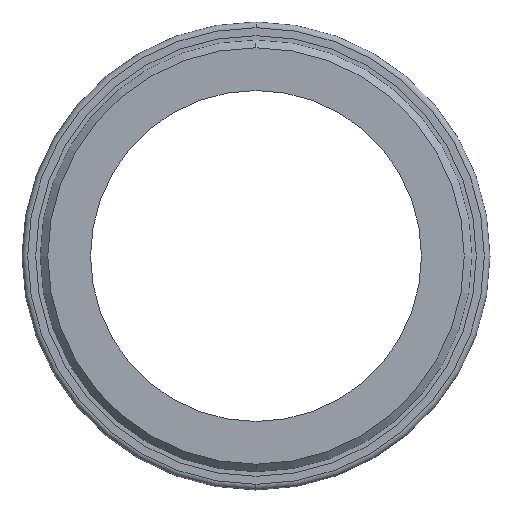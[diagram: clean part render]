
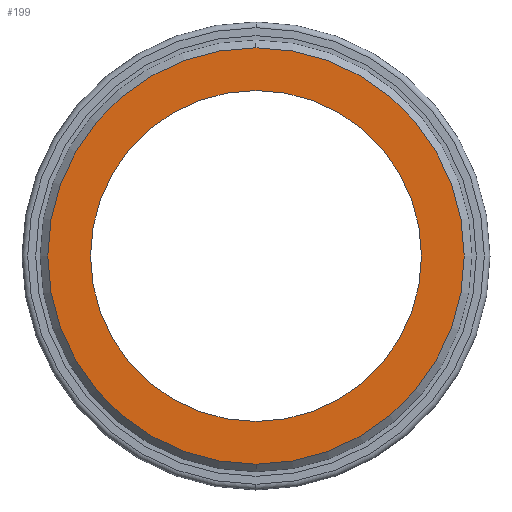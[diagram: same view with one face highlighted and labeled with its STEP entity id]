
A CAD part, left-side view. The second image highlights one B-rep face of the part: STEP entity #199.
In plain terms, the highlighted planar face has unit normal (-1, 0, 0).
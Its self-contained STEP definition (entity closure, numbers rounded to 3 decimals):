
#24 = PLANE ( 'NONE',  #381 ) ;
#32 = CARTESIAN_POINT ( 'NONE',  ( 0.1, 0., 0. ) ) ;
#36 = EDGE_CURVE ( 'NONE', #276, #112, #293, .T. ) ;
#71 = DIRECTION ( 'NONE',  ( 0., 0., 1. ) ) ;
#78 = EDGE_CURVE ( 'NONE', #169, #328, #110, .T. ) ;
#90 = ORIENTED_EDGE ( 'NONE', *, *, #36, .F. ) ;
#110 = CIRCLE ( 'NONE', #251, 5.471 ) ;
#112 = VERTEX_POINT ( 'NONE', #483 ) ;
#116 = CARTESIAN_POINT ( 'NONE',  ( 0.1, 0., 0. ) ) ;
#122 = EDGE_CURVE ( 'NONE', #328, #169, #312, .T. ) ;
#156 = ORIENTED_EDGE ( 'NONE', *, *, #486, .F. ) ;
#165 = DIRECTION ( 'NONE',  ( -1., 0., 0. ) ) ;
#169 = VERTEX_POINT ( 'NONE', #503 ) ;
#180 = EDGE_LOOP ( 'NONE', ( #311, #374 ) ) ;
#186 = DIRECTION ( 'NONE',  ( -1., 0., 0. ) ) ;
#199 = ADVANCED_FACE ( 'NONE', ( #520, #415 ), #24, .T. ) ;
#207 = DIRECTION ( 'NONE',  ( -1., 0., 0. ) ) ;
#251 = AXIS2_PLACEMENT_3D ( 'NONE', #32, #207, #383 ) ;
#269 = DIRECTION ( 'NONE',  ( -1., 0., 0. ) ) ;
#270 = DIRECTION ( 'NONE',  ( 0., 0., 1. ) ) ;
#276 = VERTEX_POINT ( 'NONE', #352 ) ;
#285 = AXIS2_PLACEMENT_3D ( 'NONE', #116, #380, #515 ) ;
#293 = CIRCLE ( 'NONE', #285, 4.35 ) ;
#311 = ORIENTED_EDGE ( 'NONE', *, *, #78, .T. ) ;
#312 = CIRCLE ( 'NONE', #462, 5.471 ) ;
#328 = VERTEX_POINT ( 'NONE', #500 ) ;
#352 = CARTESIAN_POINT ( 'NONE',  ( 0.1, 0., -4.35 ) ) ;
#356 = CIRCLE ( 'NONE', #488, 4.35 ) ;
#369 = CARTESIAN_POINT ( 'NONE',  ( 0.1, 4.35, 0. ) ) ;
#374 = ORIENTED_EDGE ( 'NONE', *, *, #122, .T. ) ;
#380 = DIRECTION ( 'NONE',  ( -1., 0., 0. ) ) ;
#381 = AXIS2_PLACEMENT_3D ( 'NONE', #369, #269, #497 ) ;
#383 = DIRECTION ( 'NONE',  ( 0., 0., 1. ) ) ;
#415 = FACE_OUTER_BOUND ( 'NONE', #180, .T. ) ;
#435 = EDGE_LOOP ( 'NONE', ( #156, #90 ) ) ;
#462 = AXIS2_PLACEMENT_3D ( 'NONE', #535, #186, #270 ) ;
#483 = CARTESIAN_POINT ( 'NONE',  ( 0.1, 0., 4.35 ) ) ;
#486 = EDGE_CURVE ( 'NONE', #112, #276, #356, .T. ) ;
#488 = AXIS2_PLACEMENT_3D ( 'NONE', #550, #165, #71 ) ;
#497 = DIRECTION ( 'NONE',  ( 0., 0., 1. ) ) ;
#500 = CARTESIAN_POINT ( 'NONE',  ( 0.1, 0., 5.471 ) ) ;
#503 = CARTESIAN_POINT ( 'NONE',  ( 0.1, 0., -5.471 ) ) ;
#515 = DIRECTION ( 'NONE',  ( 0., 0., 1. ) ) ;
#520 = FACE_BOUND ( 'NONE', #435, .T. ) ;
#535 = CARTESIAN_POINT ( 'NONE',  ( 0.1, 0., 0. ) ) ;
#550 = CARTESIAN_POINT ( 'NONE',  ( 0.1, 0., 0. ) ) ;
